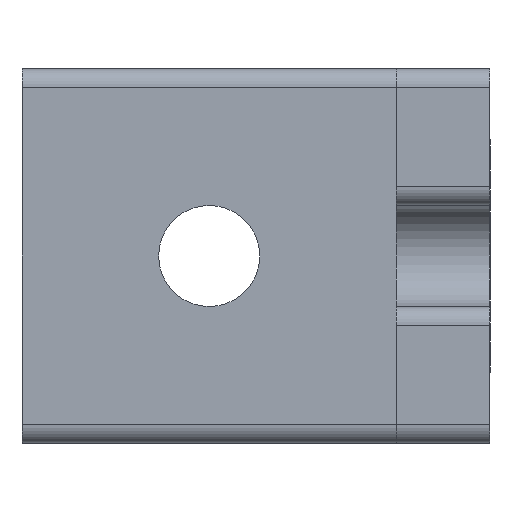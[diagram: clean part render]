
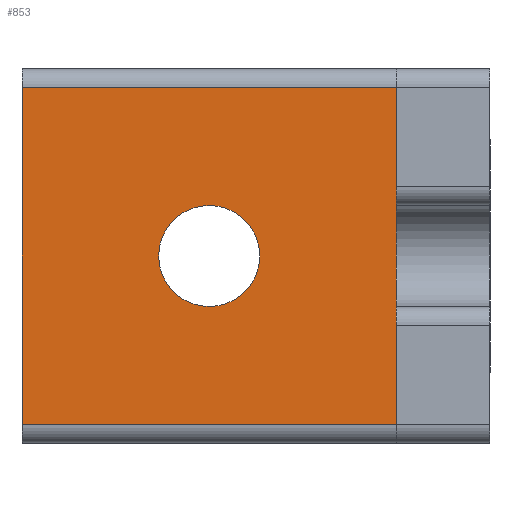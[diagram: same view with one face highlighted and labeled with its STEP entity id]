
A CAD part, left-side view. The second image highlights one B-rep face of the part: STEP entity #853.
In plain terms, the highlighted planar face has unit normal (-1, 0, 0).
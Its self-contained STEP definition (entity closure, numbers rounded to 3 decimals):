
#45 = FACE_BOUND ( 'NONE', #311, .T. ) ;
#63 = EDGE_CURVE ( 'NONE', #429, #677, #1262, .T. ) ;
#79 = EDGE_CURVE ( 'NONE', #282, #436, #553, .T. ) ;
#89 = ORIENTED_EDGE ( 'NONE', *, *, #79, .T. ) ;
#103 = EDGE_CURVE ( 'NONE', #735, #436, #791, .T. ) ;
#108 = DIRECTION ( 'NONE',  ( 0., 0., 1. ) ) ;
#113 = EDGE_CURVE ( 'NONE', #735, #420, #1200, .T. ) ;
#142 = ORIENTED_EDGE ( 'NONE', *, *, #1285, .T. ) ;
#223 = ORIENTED_EDGE ( 'NONE', *, *, #113, .T. ) ;
#232 = VECTOR ( 'NONE', #1096, 1000. ) ;
#247 = CARTESIAN_POINT ( 'NONE',  ( -18., 25., -9. ) ) ;
#260 = DIRECTION ( 'NONE',  ( 1., 0., 0. ) ) ;
#282 = VERTEX_POINT ( 'NONE', #370 ) ;
#306 = EDGE_CURVE ( 'NONE', #677, #429, #1117, .T. ) ;
#311 = EDGE_LOOP ( 'NONE', ( #312, #464 ) ) ;
#312 = ORIENTED_EDGE ( 'NONE', *, *, #63, .T. ) ;
#349 = FACE_OUTER_BOUND ( 'NONE', #487, .T. ) ;
#370 = CARTESIAN_POINT ( 'NONE',  ( -18., 5., 9. ) ) ;
#377 = CARTESIAN_POINT ( 'NONE',  ( -18., 15., 0. ) ) ;
#420 = VERTEX_POINT ( 'NONE', #1125 ) ;
#429 = VERTEX_POINT ( 'NONE', #615 ) ;
#436 = VERTEX_POINT ( 'NONE', #731 ) ;
#455 = AXIS2_PLACEMENT_3D ( 'NONE', #959, #260, #620 ) ;
#464 = ORIENTED_EDGE ( 'NONE', *, *, #306, .T. ) ;
#480 = VECTOR ( 'NONE', #780, 1000. ) ;
#487 = EDGE_LOOP ( 'NONE', ( #142, #89, #541, #223 ) ) ;
#495 = DIRECTION ( 'NONE',  ( 0., 0., -1. ) ) ;
#502 = PLANE ( 'NONE',  #455 ) ;
#541 = ORIENTED_EDGE ( 'NONE', *, *, #103, .F. ) ;
#553 = LINE ( 'NONE', #1100, #232 ) ;
#615 = CARTESIAN_POINT ( 'NONE',  ( -18., 15., -2.7 ) ) ;
#620 = DIRECTION ( 'NONE',  ( 0., 0., -1. ) ) ;
#677 = VERTEX_POINT ( 'NONE', #1059 ) ;
#722 = DIRECTION ( 'NONE',  ( 0., -1., 0. ) ) ;
#731 = CARTESIAN_POINT ( 'NONE',  ( -18., 25., 9. ) ) ;
#735 = VERTEX_POINT ( 'NONE', #247 ) ;
#757 = AXIS2_PLACEMENT_3D ( 'NONE', #377, #1037, #495 ) ;
#767 = VECTOR ( 'NONE', #722, 1000. ) ;
#775 = CARTESIAN_POINT ( 'NONE',  ( -18., 10., -9. ) ) ;
#780 = DIRECTION ( 'NONE',  ( 0., 0., 1. ) ) ;
#791 = LINE ( 'NONE', #799, #480 ) ;
#792 = CARTESIAN_POINT ( 'NONE',  ( -18., 5., -10. ) ) ;
#799 = CARTESIAN_POINT ( 'NONE',  ( -18., 25., 0. ) ) ;
#849 = AXIS2_PLACEMENT_3D ( 'NONE', #1278, #1272, #1211 ) ;
#853 = ADVANCED_FACE ( 'NONE', ( #45, #349 ), #502, .F. ) ;
#959 = CARTESIAN_POINT ( 'NONE',  ( -18., 10., -10. ) ) ;
#1037 = DIRECTION ( 'NONE',  ( 1., 0., 0. ) ) ;
#1059 = CARTESIAN_POINT ( 'NONE',  ( -18., 15., 2.7 ) ) ;
#1064 = VECTOR ( 'NONE', #108, 1000. ) ;
#1096 = DIRECTION ( 'NONE',  ( 0., 1., 0. ) ) ;
#1100 = CARTESIAN_POINT ( 'NONE',  ( -18., 25., 9. ) ) ;
#1112 = LINE ( 'NONE', #792, #1064 ) ;
#1117 = CIRCLE ( 'NONE', #757, 2.7 ) ;
#1125 = CARTESIAN_POINT ( 'NONE',  ( -18., 5., -9. ) ) ;
#1200 = LINE ( 'NONE', #775, #767 ) ;
#1211 = DIRECTION ( 'NONE',  ( 0., 0., -1. ) ) ;
#1262 = CIRCLE ( 'NONE', #849, 2.7 ) ;
#1272 = DIRECTION ( 'NONE',  ( 1., 0., 0. ) ) ;
#1278 = CARTESIAN_POINT ( 'NONE',  ( -18., 15., 0. ) ) ;
#1285 = EDGE_CURVE ( 'NONE', #420, #282, #1112, .T. ) ;
